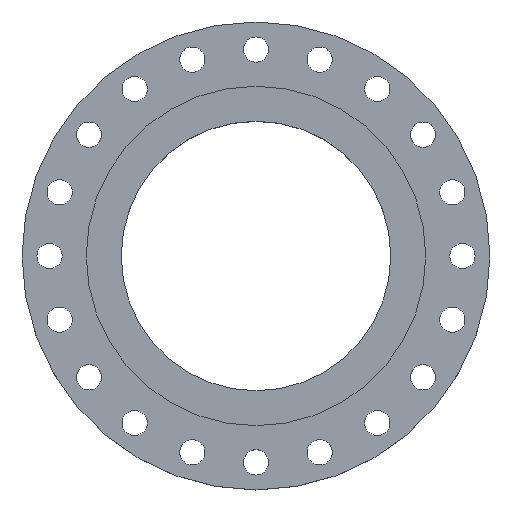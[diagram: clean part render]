
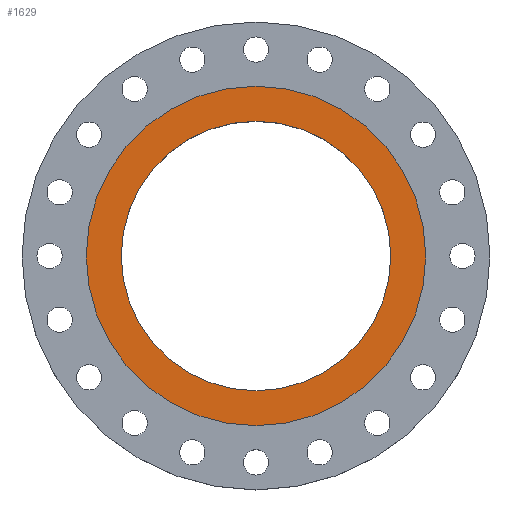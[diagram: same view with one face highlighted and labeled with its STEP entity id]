
A CAD part, top view. The second image highlights one B-rep face of the part: STEP entity #1629.
In plain terms, the highlighted planar face has unit normal (0, 0, 1).
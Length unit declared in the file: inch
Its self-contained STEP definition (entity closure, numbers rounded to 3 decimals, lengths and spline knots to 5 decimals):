
#80 = ORIENTED_EDGE ( 'NONE', *, *, #740, .F. ) ;
#131 = VERTEX_POINT ( 'NONE', #1271 ) ;
#178 = EDGE_CURVE ( 'NONE', #131, #982, #316, .T. ) ;
#203 = DIRECTION ( 'NONE',  ( 1., 0., 0. ) ) ;
#223 = CARTESIAN_POINT ( 'NONE',  ( 0., 0., 0. ) ) ;
#262 = CARTESIAN_POINT ( 'NONE',  ( -7.344, 0., 0. ) ) ;
#316 = CIRCLE ( 'NONE', #758, 9.25 ) ;
#330 = DIRECTION ( 'NONE',  ( 0., 0., 1. ) ) ;
#343 = CARTESIAN_POINT ( 'NONE',  ( 0., 0., 0. ) ) ;
#350 = CARTESIAN_POINT ( 'NONE',  ( 0., 0., 0. ) ) ;
#359 = AXIS2_PLACEMENT_3D ( 'NONE', #223, #1308, #203 ) ;
#392 = ORIENTED_EDGE ( 'NONE', *, *, #1583, .T. ) ;
#403 = DIRECTION ( 'NONE',  ( 0., 0., 1. ) ) ;
#536 = DIRECTION ( 'NONE',  ( 0., 0., 1. ) ) ;
#680 = DIRECTION ( 'NONE',  ( 0., 0., -1. ) ) ;
#723 = AXIS2_PLACEMENT_3D ( 'NONE', #1163, #680, #1777 ) ;
#740 = EDGE_CURVE ( 'NONE', #1934, #2020, #1343, .T. ) ;
#758 = AXIS2_PLACEMENT_3D ( 'NONE', #1327, #403, #1482 ) ;
#839 = EDGE_CURVE ( 'NONE', #2020, #1934, #1347, .T. ) ;
#882 = CARTESIAN_POINT ( 'NONE',  ( 7.344, 0., 0. ) ) ;
#883 = EDGE_LOOP ( 'NONE', ( #933, #80 ) ) ;
#933 = ORIENTED_EDGE ( 'NONE', *, *, #839, .F. ) ;
#980 = FACE_BOUND ( 'NONE', #883, .T. ) ;
#982 = VERTEX_POINT ( 'NONE', #1740 ) ;
#993 = PLANE ( 'NONE',  #723 ) ;
#1138 = DIRECTION ( 'NONE',  ( 1., 0., 0. ) ) ;
#1163 = CARTESIAN_POINT ( 'NONE',  ( 0., 7.344, 0. ) ) ;
#1197 = EDGE_LOOP ( 'NONE', ( #2031, #392 ) ) ;
#1261 = DIRECTION ( 'NONE',  ( 1., 0., 0. ) ) ;
#1271 = CARTESIAN_POINT ( 'NONE',  ( 9.25, 0., 0. ) ) ;
#1308 = DIRECTION ( 'NONE',  ( 0., 0., 1. ) ) ;
#1327 = CARTESIAN_POINT ( 'NONE',  ( 0., 0., 0. ) ) ;
#1343 = CIRCLE ( 'NONE', #1597, 7.344 ) ;
#1347 = CIRCLE ( 'NONE', #359, 7.344 ) ;
#1482 = DIRECTION ( 'NONE',  ( 1., 0., 0. ) ) ;
#1566 = CIRCLE ( 'NONE', #1793, 9.25 ) ;
#1583 = EDGE_CURVE ( 'NONE', #982, #131, #1566, .T. ) ;
#1597 = AXIS2_PLACEMENT_3D ( 'NONE', #350, #330, #1261 ) ;
#1629 = ADVANCED_FACE ( 'NONE', ( #980, #1770 ), #993, .F. ) ;
#1740 = CARTESIAN_POINT ( 'NONE',  ( -9.25, 0., 0. ) ) ;
#1770 = FACE_OUTER_BOUND ( 'NONE', #1197, .T. ) ;
#1777 = DIRECTION ( 'NONE',  ( -1., 0., 0. ) ) ;
#1793 = AXIS2_PLACEMENT_3D ( 'NONE', #343, #536, #1138 ) ;
#1934 = VERTEX_POINT ( 'NONE', #262 ) ;
#2020 = VERTEX_POINT ( 'NONE', #882 ) ;
#2031 = ORIENTED_EDGE ( 'NONE', *, *, #178, .T. ) ;
